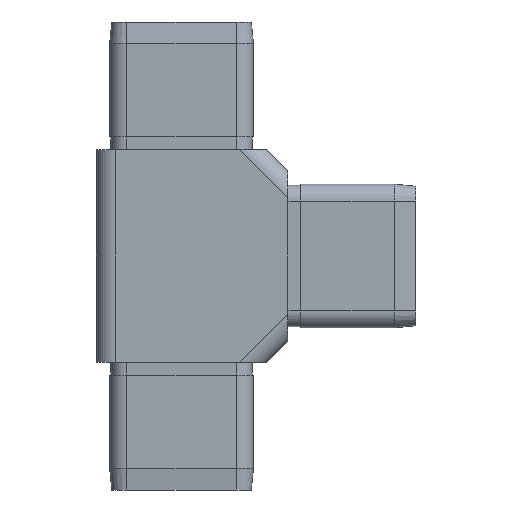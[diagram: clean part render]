
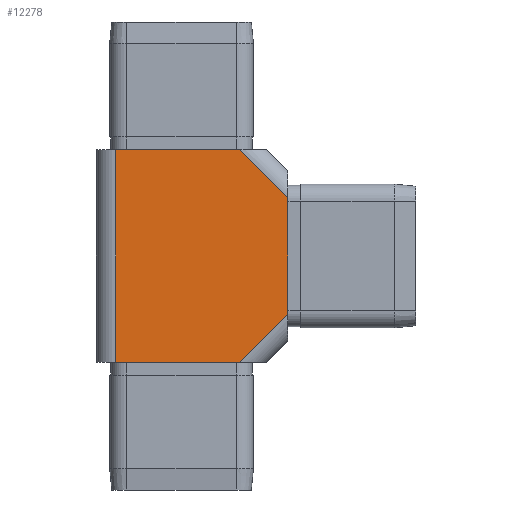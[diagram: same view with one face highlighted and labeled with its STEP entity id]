
A CAD part, left-side view. The second image highlights one B-rep face of the part: STEP entity #12278.
In plain terms, the highlighted planar face has unit normal (-1, 0, 0).
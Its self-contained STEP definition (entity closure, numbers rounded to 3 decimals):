
#873 = VERTEX_POINT ( 'NONE', #8057 ) ;
#1138 = DIRECTION ( 'NONE',  ( 0., 0., -1. ) ) ;
#1695 = CARTESIAN_POINT ( 'NONE',  ( -20., -14.318, 21.818 ) ) ;
#1869 = VECTOR ( 'NONE', #13931, 1000. ) ;
#2363 = ORIENTED_EDGE ( 'NONE', *, *, #10475, .T. ) ;
#2378 = CARTESIAN_POINT ( 'NONE',  ( -20., -22.5, 13.636 ) ) ;
#2604 = LINE ( 'NONE', #20057, #1869 ) ;
#2727 = VECTOR ( 'NONE', #12148, 1000. ) ;
#3923 = EDGE_CURVE ( 'NONE', #13678, #18329, #20688, .T. ) ;
#4608 = ORIENTED_EDGE ( 'NONE', *, *, #5727, .T. ) ;
#4918 = VECTOR ( 'NONE', #6420, 1000. ) ;
#5380 = DIRECTION ( 'NONE',  ( 1., 0., 0. ) ) ;
#5469 = VECTOR ( 'NONE', #1138, 1000. ) ;
#5727 = EDGE_CURVE ( 'NONE', #13678, #16542, #14146, .T. ) ;
#6420 = DIRECTION ( 'NONE',  ( 0., 0.707, 0.707 ) ) ;
#6676 = ORIENTED_EDGE ( 'NONE', *, *, #3923, .F. ) ;
#6969 = FACE_OUTER_BOUND ( 'NONE', #8669, .T. ) ;
#7820 = DIRECTION ( 'NONE',  ( 0., 0., -1. ) ) ;
#8057 = CARTESIAN_POINT ( 'NONE',  ( -20., -11.136, -25. ) ) ;
#8669 = EDGE_LOOP ( 'NONE', ( #2363, #19046, #14983, #18381, #6676, #4608 ) ) ;
#10147 = LINE ( 'NONE', #1695, #4918 ) ;
#10328 = VERTEX_POINT ( 'NONE', #19721 ) ;
#10475 = EDGE_CURVE ( 'NONE', #16542, #873, #2604, .T. ) ;
#11081 = DIRECTION ( 'NONE',  ( 0., -0.707, 0.707 ) ) ;
#11733 = PLANE ( 'NONE',  #17160 ) ;
#11866 = VECTOR ( 'NONE', #7820, 1000. ) ;
#12148 = DIRECTION ( 'NONE',  ( 0., -1., 0. ) ) ;
#12278 = ADVANCED_FACE ( 'NONE', ( #6969 ), #11733, .F. ) ;
#13197 = CARTESIAN_POINT ( 'NONE',  ( -20., 18., -25. ) ) ;
#13518 = CARTESIAN_POINT ( 'NONE',  ( -20., 22.5, 25. ) ) ;
#13562 = DIRECTION ( 'NONE',  ( 0., 1., 0. ) ) ;
#13678 = VERTEX_POINT ( 'NONE', #19259 ) ;
#13931 = DIRECTION ( 'NONE',  ( 0., -1., 0. ) ) ;
#14040 = CARTESIAN_POINT ( 'NONE',  ( -20., -22.5, 25. ) ) ;
#14146 = LINE ( 'NONE', #16972, #5469 ) ;
#14412 = LINE ( 'NONE', #20632, #17677 ) ;
#14983 = ORIENTED_EDGE ( 'NONE', *, *, #19536, .F. ) ;
#16542 = VERTEX_POINT ( 'NONE', #13197 ) ;
#16686 = CARTESIAN_POINT ( 'NONE',  ( -20., 22.5, 25. ) ) ;
#16972 = CARTESIAN_POINT ( 'NONE',  ( -20., 18., 25. ) ) ;
#17160 = AXIS2_PLACEMENT_3D ( 'NONE', #16686, #5380, #13562 ) ;
#17386 = EDGE_CURVE ( 'NONE', #20436, #18329, #10147, .T. ) ;
#17677 = VECTOR ( 'NONE', #11081, 1000. ) ;
#18329 = VERTEX_POINT ( 'NONE', #18652 ) ;
#18381 = ORIENTED_EDGE ( 'NONE', *, *, #17386, .T. ) ;
#18652 = CARTESIAN_POINT ( 'NONE',  ( -20., -11.136, 25. ) ) ;
#18876 = LINE ( 'NONE', #14040, #11866 ) ;
#19046 = ORIENTED_EDGE ( 'NONE', *, *, #19941, .T. ) ;
#19259 = CARTESIAN_POINT ( 'NONE',  ( -20., 18., 25. ) ) ;
#19536 = EDGE_CURVE ( 'NONE', #20436, #10328, #18876, .T. ) ;
#19721 = CARTESIAN_POINT ( 'NONE',  ( -20., -22.5, -13.636 ) ) ;
#19941 = EDGE_CURVE ( 'NONE', #873, #10328, #14412, .T. ) ;
#20057 = CARTESIAN_POINT ( 'NONE',  ( -20., 22.5, -25. ) ) ;
#20436 = VERTEX_POINT ( 'NONE', #2378 ) ;
#20632 = CARTESIAN_POINT ( 'NONE',  ( -20., -19.318, -16.818 ) ) ;
#20688 = LINE ( 'NONE', #13518, #2727 ) ;
